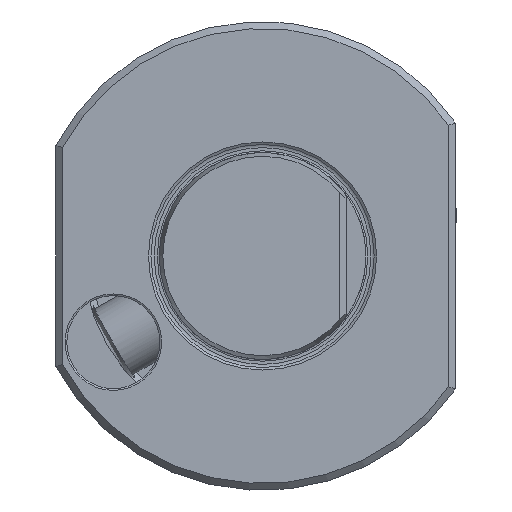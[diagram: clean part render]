
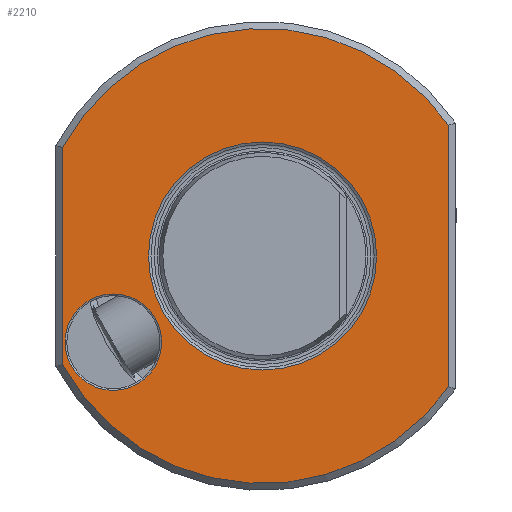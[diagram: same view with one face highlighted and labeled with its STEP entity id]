
A CAD part, front view. The second image highlights one B-rep face of the part: STEP entity #2210.
In plain terms, the highlighted planar face has unit normal (0, -1, 0).
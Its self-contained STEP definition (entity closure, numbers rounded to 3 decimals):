
#299 = AXIS2_PLACEMENT_3D ( 'NONE', #2954, #7290, #3570 ) ;
#320 = VERTEX_POINT ( 'NONE', #7565 ) ;
#416 = LINE ( 'NONE', #743, #3480 ) ;
#443 = AXIS2_PLACEMENT_3D ( 'NONE', #8011, #4276, #609 ) ;
#609 = DIRECTION ( 'NONE',  ( 0., 0., -1. ) ) ;
#695 = CIRCLE ( 'NONE', #443, 7. ) ;
#696 = ORIENTED_EDGE ( 'NONE', *, *, #5202, .T. ) ;
#743 = CARTESIAN_POINT ( 'NONE',  ( -29., 0., -13.748 ) ) ;
#1185 = VERTEX_POINT ( 'NONE', #6582 ) ;
#1224 = FACE_BOUND ( 'NONE', #6810, .T. ) ;
#1289 = EDGE_CURVE ( 'NONE', #5370, #3085, #7128, .T. ) ;
#1358 = CARTESIAN_POINT ( 'NONE',  ( -29., 0., 15.748 ) ) ;
#1482 = LINE ( 'NONE', #6646, #3112 ) ;
#1731 = ORIENTED_EDGE ( 'NONE', *, *, #5216, .T. ) ;
#1850 = VERTEX_POINT ( 'NONE', #3305 ) ;
#2093 = PLANE ( 'NONE',  #7355 ) ;
#2108 = ORIENTED_EDGE ( 'NONE', *, *, #1289, .T. ) ;
#2210 = ADVANCED_FACE ( 'NONE', ( #7588, #1224, #2846 ), #2093, .T. ) ;
#2387 = DIRECTION ( 'NONE',  ( 0., -1., 0. ) ) ;
#2571 = CARTESIAN_POINT ( 'NONE',  ( 0., 0., 0. ) ) ;
#2706 = EDGE_LOOP ( 'NONE', ( #6277 ) ) ;
#2846 = FACE_BOUND ( 'NONE', #2706, .T. ) ;
#2898 = DIRECTION ( 'NONE',  ( 0., 0., 1. ) ) ;
#2954 = CARTESIAN_POINT ( 'NONE',  ( 0., 0., 0. ) ) ;
#3085 = VERTEX_POINT ( 'NONE', #1358 ) ;
#3112 = VECTOR ( 'NONE', #2898, 1000. ) ;
#3152 = AXIS2_PLACEMENT_3D ( 'NONE', #2571, #6293, #5654 ) ;
#3282 = EDGE_CURVE ( 'NONE', #3085, #1185, #416, .T. ) ;
#3305 = CARTESIAN_POINT ( 'NONE',  ( 27., 0., -18.974 ) ) ;
#3372 = DIRECTION ( 'NONE',  ( 1., 0., 0. ) ) ;
#3480 = VECTOR ( 'NONE', #3765, 1000. ) ;
#3514 = DIRECTION ( 'NONE',  ( 0., -1., 0. ) ) ;
#3570 = DIRECTION ( 'NONE',  ( -1., 0., 0. ) ) ;
#3578 = CARTESIAN_POINT ( 'NONE',  ( 27., 0., 18.974 ) ) ;
#3613 = CIRCLE ( 'NONE', #6075, 33. ) ;
#3651 = EDGE_CURVE ( 'NONE', #6233, #6233, #695, .T. ) ;
#3765 = DIRECTION ( 'NONE',  ( 0., 0., -1. ) ) ;
#3939 = ORIENTED_EDGE ( 'NONE', *, *, #3282, .T. ) ;
#4276 = DIRECTION ( 'NONE',  ( 0., -1., 0. ) ) ;
#4835 = EDGE_LOOP ( 'NONE', ( #2108, #3939, #696, #1731 ) ) ;
#5202 = EDGE_CURVE ( 'NONE', #1185, #1850, #3613, .T. ) ;
#5216 = EDGE_CURVE ( 'NONE', #1850, #5370, #1482, .T. ) ;
#5370 = VERTEX_POINT ( 'NONE', #3578 ) ;
#5380 = CIRCLE ( 'NONE', #299, 16.55 ) ;
#5654 = DIRECTION ( 'NONE',  ( 1., 0., 0. ) ) ;
#6075 = AXIS2_PLACEMENT_3D ( 'NONE', #7225, #3514, #7870 ) ;
#6233 = VERTEX_POINT ( 'NONE', #6899 ) ;
#6277 = ORIENTED_EDGE ( 'NONE', *, *, #7289, .T. ) ;
#6293 = DIRECTION ( 'NONE',  ( 0., -1., 0. ) ) ;
#6582 = CARTESIAN_POINT ( 'NONE',  ( -29., 0., -15.748 ) ) ;
#6646 = CARTESIAN_POINT ( 'NONE',  ( 27., 0., 17.464 ) ) ;
#6810 = EDGE_LOOP ( 'NONE', ( #7132 ) ) ;
#6899 = CARTESIAN_POINT ( 'NONE',  ( -21.651, 0., -19.5 ) ) ;
#7128 = CIRCLE ( 'NONE', #3152, 33. ) ;
#7132 = ORIENTED_EDGE ( 'NONE', *, *, #3651, .F. ) ;
#7225 = CARTESIAN_POINT ( 'NONE',  ( 0., 0., 0. ) ) ;
#7289 = EDGE_CURVE ( 'NONE', #320, #320, #5380, .T. ) ;
#7290 = DIRECTION ( 'NONE',  ( 0., 1., 0. ) ) ;
#7355 = AXIS2_PLACEMENT_3D ( 'NONE', #7844, #2387, #3372 ) ;
#7565 = CARTESIAN_POINT ( 'NONE',  ( -16.55, 0., 0. ) ) ;
#7588 = FACE_OUTER_BOUND ( 'NONE', #4835, .T. ) ;
#7844 = CARTESIAN_POINT ( 'NONE',  ( -16.55, 0., 0. ) ) ;
#7870 = DIRECTION ( 'NONE',  ( 1., 0., 0. ) ) ;
#8011 = CARTESIAN_POINT ( 'NONE',  ( -21.651, 0., -12.5 ) ) ;
